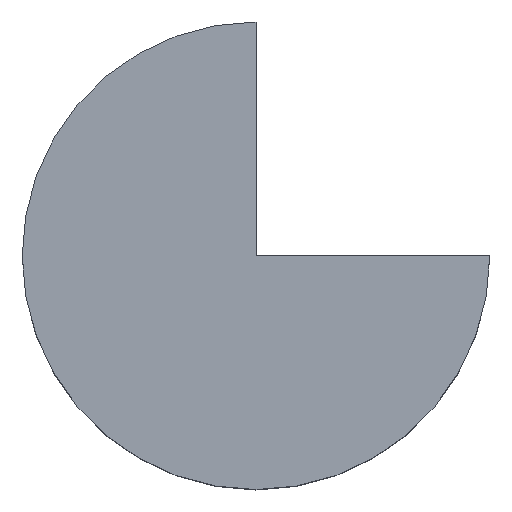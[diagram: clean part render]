
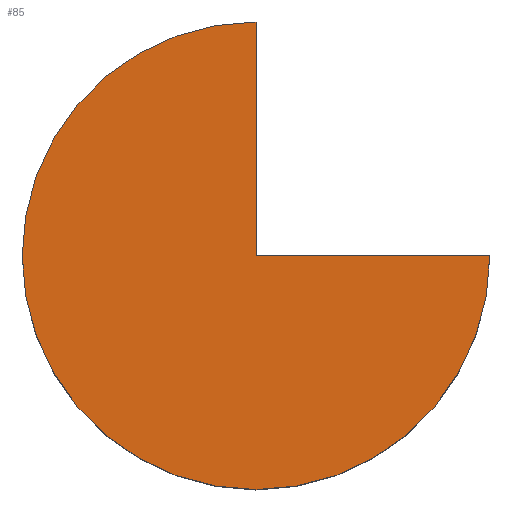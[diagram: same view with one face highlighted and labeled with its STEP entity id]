
A CAD part, top view. The second image highlights one B-rep face of the part: STEP entity #85.
In plain terms, the highlighted planar face has unit normal (0, 0, 1).
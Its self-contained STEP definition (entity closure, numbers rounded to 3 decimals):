
#85 = ADVANCED_FACE('',(#86),#101,.T.);
#86 = FACE_BOUND('',#87,.F.);
#87 = EDGE_LOOP('',(#88,#124,#152));
#88 = ORIENTED_EDGE('',*,*,#89,.F.);
#89 = EDGE_CURVE('',#90,#92,#94,.T.);
#90 = VERTEX_POINT('',#91);
#91 = CARTESIAN_POINT('',(0.,1240.,620.));
#92 = VERTEX_POINT('',#93);
#93 = CARTESIAN_POINT('',(1240.,0.,620.));
#94 = SURFACE_CURVE('',#95,(#100,#112),.PCURVE_S1.);
#95 = CIRCLE('',#96,1240.);
#96 = AXIS2_PLACEMENT_3D('',#97,#98,#99);
#97 = CARTESIAN_POINT('',(0.,0.,620.));
#98 = DIRECTION('',(0.,-0.,1.));
#99 = DIRECTION('',(0.,1.,0.));
#100 = PCURVE('',#101,#106);
#101 = PLANE('',#102);
#102 = AXIS2_PLACEMENT_3D('',#103,#104,#105);
#103 = CARTESIAN_POINT('',(0.,0.,620.));
#104 = DIRECTION('',(0.,0.,1.));
#105 = DIRECTION('',(0.,1.,-0.));
#106 = DEFINITIONAL_REPRESENTATION('',(#107),#111);
#107 = CIRCLE('',#108,1240.);
#108 = AXIS2_PLACEMENT_2D('',#109,#110);
#109 = CARTESIAN_POINT('',(0.,0.));
#110 = DIRECTION('',(1.,-0.));
#111 = ( GEOMETRIC_REPRESENTATION_CONTEXT(2) 
PARAMETRIC_REPRESENTATION_CONTEXT() REPRESENTATION_CONTEXT('2D SPACE',''
  ) );
#112 = PCURVE('',#113,#118);
#113 = CYLINDRICAL_SURFACE('',#114,1240.);
#114 = AXIS2_PLACEMENT_3D('',#115,#116,#117);
#115 = CARTESIAN_POINT('',(0.,0.,620.));
#116 = DIRECTION('',(0.,-0.,-1.));
#117 = DIRECTION('',(0.,1.,0.));
#118 = DEFINITIONAL_REPRESENTATION('',(#119),#123);
#119 = LINE('',#120,#121);
#120 = CARTESIAN_POINT('',(-0.,0.));
#121 = VECTOR('',#122,1.);
#122 = DIRECTION('',(-1.,0.));
#123 = ( GEOMETRIC_REPRESENTATION_CONTEXT(2) 
PARAMETRIC_REPRESENTATION_CONTEXT() REPRESENTATION_CONTEXT('2D SPACE',''
  ) );
#124 = ORIENTED_EDGE('',*,*,#125,.F.);
#125 = EDGE_CURVE('',#126,#90,#128,.T.);
#126 = VERTEX_POINT('',#127);
#127 = CARTESIAN_POINT('',(0.,0.,620.));
#128 = SURFACE_CURVE('',#129,(#133,#140),.PCURVE_S1.);
#129 = LINE('',#130,#131);
#130 = CARTESIAN_POINT('',(0.,0.,620.));
#131 = VECTOR('',#132,1.);
#132 = DIRECTION('',(0.,1.,0.));
#133 = PCURVE('',#101,#134);
#134 = DEFINITIONAL_REPRESENTATION('',(#135),#139);
#135 = LINE('',#136,#137);
#136 = CARTESIAN_POINT('',(-0.,0.));
#137 = VECTOR('',#138,1.);
#138 = DIRECTION('',(1.,-0.));
#139 = ( GEOMETRIC_REPRESENTATION_CONTEXT(2) 
PARAMETRIC_REPRESENTATION_CONTEXT() REPRESENTATION_CONTEXT('2D SPACE',''
  ) );
#140 = PCURVE('',#141,#146);
#141 = PLANE('',#142);
#142 = AXIS2_PLACEMENT_3D('',#143,#144,#145);
#143 = CARTESIAN_POINT('',(0.,620.,0.));
#144 = DIRECTION('',(-1.,0.,0.));
#145 = DIRECTION('',(0.,0.,1.));
#146 = DEFINITIONAL_REPRESENTATION('',(#147),#151);
#147 = LINE('',#148,#149);
#148 = CARTESIAN_POINT('',(620.,-620.));
#149 = VECTOR('',#150,1.);
#150 = DIRECTION('',(0.,1.));
#151 = ( GEOMETRIC_REPRESENTATION_CONTEXT(2) 
PARAMETRIC_REPRESENTATION_CONTEXT() REPRESENTATION_CONTEXT('2D SPACE',''
  ) );
#152 = ORIENTED_EDGE('',*,*,#153,.T.);
#153 = EDGE_CURVE('',#126,#92,#154,.T.);
#154 = SURFACE_CURVE('',#155,(#159,#166),.PCURVE_S1.);
#155 = LINE('',#156,#157);
#156 = CARTESIAN_POINT('',(0.,0.,620.));
#157 = VECTOR('',#158,1.);
#158 = DIRECTION('',(1.,0.,0.));
#159 = PCURVE('',#101,#160);
#160 = DEFINITIONAL_REPRESENTATION('',(#161),#165);
#161 = LINE('',#162,#163);
#162 = CARTESIAN_POINT('',(-0.,0.));
#163 = VECTOR('',#164,1.);
#164 = DIRECTION('',(0.,-1.));
#165 = ( GEOMETRIC_REPRESENTATION_CONTEXT(2) 
PARAMETRIC_REPRESENTATION_CONTEXT() REPRESENTATION_CONTEXT('2D SPACE',''
  ) );
#166 = PCURVE('',#167,#172);
#167 = PLANE('',#168);
#168 = AXIS2_PLACEMENT_3D('',#169,#170,#171);
#169 = CARTESIAN_POINT('',(620.,0.,0.));
#170 = DIRECTION('',(0.,1.,0.));
#171 = DIRECTION('',(0.,0.,1.));
#172 = DEFINITIONAL_REPRESENTATION('',(#173),#177);
#173 = LINE('',#174,#175);
#174 = CARTESIAN_POINT('',(620.,-620.));
#175 = VECTOR('',#176,1.);
#176 = DIRECTION('',(0.,1.));
#177 = ( GEOMETRIC_REPRESENTATION_CONTEXT(2) 
PARAMETRIC_REPRESENTATION_CONTEXT() REPRESENTATION_CONTEXT('2D SPACE',''
  ) );
